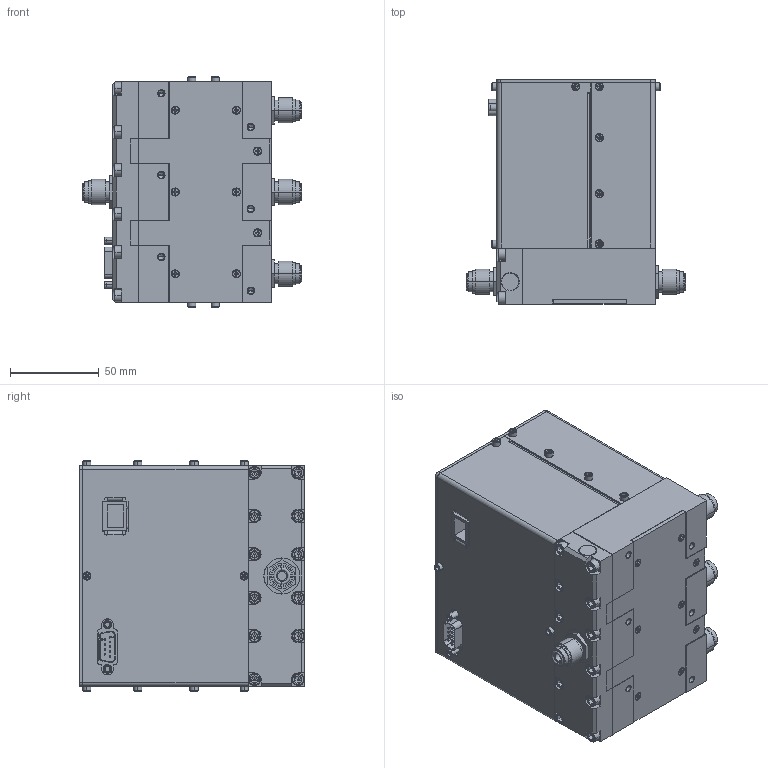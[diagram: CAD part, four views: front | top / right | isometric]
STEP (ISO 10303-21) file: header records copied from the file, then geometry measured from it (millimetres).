
FILE_DESCRIPTION((''),'2;1');
FILE_NAME('1013060_RS485_ASM','2009-12-15T',('CockrofM'),('MKS Instruments, Inc.'),'PRO/ENGINEER BY PARAMETRIC TECHNOLOGY CORPORATION, 2009060','PRO/ENGINEER BY PARAMETRIC TECHNOLOGY CORPORATION, 2009060','');
FILE_SCHEMA(('CONFIG_CONTROL_DESIGN'));
Length unit declared in the file: inch
Products named in the file (26): NORMALLY_OPEN_VALVE_DUMMY_ASM; 1032458_FLOWBODY; 133140_4VCR_FITTING; 1032829_ASSY_VIEW_ASM; 1016457_GASKET; 1034234_FLANGE_INLET; 1024336_PIN; 1034234_WITH_PIN_ASM; 1034481_ASSY_VIEW_ASM; 1013068_REAR_ENCLOSURE; 138497_BRACKET_ENCLOSURES; 160-6552; 1013063-002_ANALOG; 114132-P12; 1013071_PLATE_BOTTOM; 160-3760; 114-9989_CONN_RJ45; 1013064_PLATE_TOP; 133962_LENS; 138579_LIGHT-PIPE_ALTERED; 1013065_TOP_PLATE_ASSY_ASM; 160-0179; 1013125-002_ASSY_VIEW_ASM; 134100-P1_LABEL-POSITION4; 1020176_9-PIN_CONN; 1013060_RS485_ASM
Assembly tree (68 placements, depth 4):
  1013060_RS485_ASM
    NORMALLY_OPEN_VALVE_DUMMY_ASM  x3
    1032829_ASSY_VIEW_ASM  x3
      1032458_FLOWBODY
      133140_4VCR_FITTING
    1016457_GASKET  x3
    1034481_ASSY_VIEW_ASM
      1034234_WITH_PIN_ASM
        1034234_FLANGE_INLET
        1024336_PIN  x2
      133140_4VCR_FITTING
    1013068_REAR_ENCLOSURE
    138497_BRACKET_ENCLOSURES  x2
    160-6552  x13
    1013063-002_ANALOG
    114132-P12  x12
    1013071_PLATE_BOTTOM
    160-3760  x8
    114-9989_CONN_RJ45
    1013125-002_ASSY_VIEW_ASM
      1013065_TOP_PLATE_ASSY_ASM
        1013064_PLATE_TOP
        133962_LENS
        138579_LIGHT-PIPE_ALTERED  x2
      160-0179  x4
    134100-P1_LABEL-POSITION4
    1020176_9-PIN_CONN
Bounding box: 123.85 x 127 x 130.4 mm (x, y, z)
Volume: 338159.3 mm3; surface area: 223121.6 mm2
Topology: 62 solids, 131 shells, 3237 faces, 8027 edges, 4770 vertices
Faces by surface type: plane 1277, cylinder 1044, bspline 494, cone 330, torus 82, sphere 10
Entity records: 51968 total; most frequent: CARTESIAN_POINT 10779, DIRECTION 8541, ORIENTED_EDGE 8180, EDGE_CURVE 4162, AXIS2_PLACEMENT_3D 2851, VECTOR 2839, LINE 2839, VERTEX_POINT 2757
